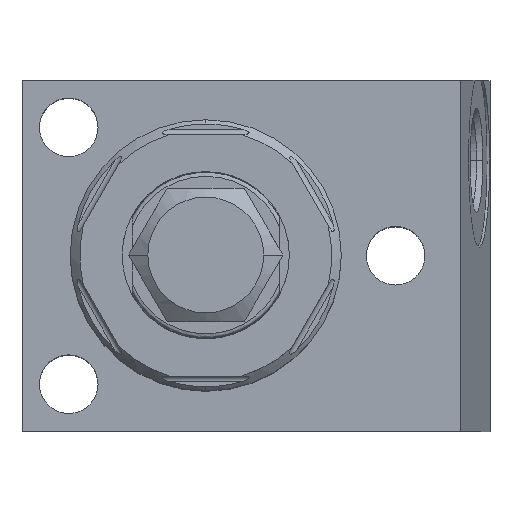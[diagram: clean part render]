
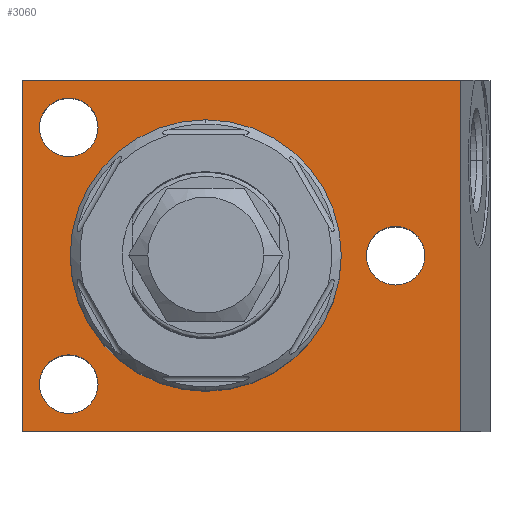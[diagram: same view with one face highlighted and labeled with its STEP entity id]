
A CAD part, top view. The second image highlights one B-rep face of the part: STEP entity #3060.
In plain terms, the highlighted planar face has unit normal (0, 0, 1).
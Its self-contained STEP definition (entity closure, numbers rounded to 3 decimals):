
#755=DIRECTION('',(0.,1.,0.));
#756=VECTOR('',#755,33.35);
#757=CARTESIAN_POINT('',(-17.45,-16.675,14.478));
#758=LINE('',#757,#756);
#759=CARTESIAN_POINT('',(0.,0.,14.478));
#760=DIRECTION('',(0.,0.,1.));
#761=DIRECTION('',(1.,0.,0.));
#762=AXIS2_PLACEMENT_3D('',#759,#760,#761);
#764=CARTESIAN_POINT('',(0.,0.,14.478));
#765=DIRECTION('',(0.,0.,1.));
#766=DIRECTION('',(-1.,0.,0.));
#767=AXIS2_PLACEMENT_3D('',#764,#765,#766);
#769=CARTESIAN_POINT('',(-13.005,-12.192,14.478));
#770=DIRECTION('',(0.,0.,-1.));
#771=DIRECTION('',(-1.,0.,0.));
#772=AXIS2_PLACEMENT_3D('',#769,#770,#771);
#774=CARTESIAN_POINT('',(-13.005,-12.192,14.478));
#775=DIRECTION('',(0.,0.,-1.));
#776=DIRECTION('',(1.,0.,0.));
#777=AXIS2_PLACEMENT_3D('',#774,#775,#776);
#779=CARTESIAN_POINT('',(-13.005,12.192,14.478));
#780=DIRECTION('',(0.,0.,-1.));
#781=DIRECTION('',(-1.,0.,0.));
#782=AXIS2_PLACEMENT_3D('',#779,#780,#781);
#784=CARTESIAN_POINT('',(-13.005,12.192,14.478));
#785=DIRECTION('',(0.,0.,-1.));
#786=DIRECTION('',(1.,0.,0.));
#787=AXIS2_PLACEMENT_3D('',#784,#785,#786);
#789=CARTESIAN_POINT('',(18.034,0.,14.478));
#790=DIRECTION('',(0.,0.,-1.));
#791=DIRECTION('',(-1.,0.,0.));
#792=AXIS2_PLACEMENT_3D('',#789,#790,#791);
#794=CARTESIAN_POINT('',(18.034,0.,14.478));
#795=DIRECTION('',(0.,0.,-1.));
#796=DIRECTION('',(1.,0.,0.));
#797=AXIS2_PLACEMENT_3D('',#794,#795,#796);
#807=DIRECTION('',(1.,0.,0.));
#808=VECTOR('',#807,41.643);
#809=CARTESIAN_POINT('',(-17.45,-16.675,14.478));
#810=LINE('',#809,#808);
#859=DIRECTION('',(0.,1.,0.));
#860=VECTOR('',#859,33.35);
#861=CARTESIAN_POINT('',(24.193,-16.675,14.478));
#862=LINE('',#861,#860);
#895=DIRECTION('',(1.,0.,0.));
#896=VECTOR('',#895,41.643);
#897=CARTESIAN_POINT('',(-17.45,16.675,14.478));
#898=LINE('',#897,#896);
#2103=CARTESIAN_POINT('',(-17.45,-16.675,14.478));
#2104=VERTEX_POINT('',#2103);
#2105=CARTESIAN_POINT('',(24.193,-16.675,14.478));
#2106=VERTEX_POINT('',#2105);
#2111=CARTESIAN_POINT('',(-17.45,16.675,14.478));
#2112=VERTEX_POINT('',#2111);
#2113=CARTESIAN_POINT('',(24.193,16.675,14.478));
#2114=VERTEX_POINT('',#2113);
#2115=CARTESIAN_POINT('',(12.878,0.,14.478));
#2116=CARTESIAN_POINT('',(-12.878,0.,14.478));
#2117=VERTEX_POINT('',#2115);
#2118=VERTEX_POINT('',#2116);
#2123=CARTESIAN_POINT('',(-15.787,-12.192,14.478));
#2124=CARTESIAN_POINT('',(-10.224,-12.192,14.478));
#2125=VERTEX_POINT('',#2123);
#2126=VERTEX_POINT('',#2124);
#2131=CARTESIAN_POINT('',(-15.786,12.192,14.478));
#2132=CARTESIAN_POINT('',(-10.223,12.192,14.478));
#2133=VERTEX_POINT('',#2131);
#2134=VERTEX_POINT('',#2132);
#2139=CARTESIAN_POINT('',(15.253,0.,14.478));
#2140=CARTESIAN_POINT('',(20.816,0.,14.478));
#2141=VERTEX_POINT('',#2139);
#2142=VERTEX_POINT('',#2140);
#3022=CARTESIAN_POINT('',(-17.45,-16.675,14.478));
#3023=DIRECTION('',(0.,0.,1.));
#3024=DIRECTION('',(1.,0.,0.));
#3025=AXIS2_PLACEMENT_3D('',#3022,#3023,#3024);
#3026=PLANE('',#3025);
#3028=ORIENTED_EDGE('',*,*,#3027,.F.);
#3030=ORIENTED_EDGE('',*,*,#3029,.T.);
#3032=ORIENTED_EDGE('',*,*,#3031,.T.);
#3034=ORIENTED_EDGE('',*,*,#3033,.F.);
#3035=EDGE_LOOP('',(#3028,#3030,#3032,#3034));
#3036=FACE_OUTER_BOUND('',#3035,.F.);
#3037=ORIENTED_EDGE('',*,*,#3010,.T.);
#3039=ORIENTED_EDGE('',*,*,#3038,.T.);
#3040=EDGE_LOOP('',(#3037,#3039));
#3041=FACE_BOUND('',#3040,.F.);
#3043=ORIENTED_EDGE('',*,*,#3042,.F.);
#3045=ORIENTED_EDGE('',*,*,#3044,.F.);
#3046=EDGE_LOOP('',(#3043,#3045));
#3047=FACE_BOUND('',#3046,.F.);
#3049=ORIENTED_EDGE('',*,*,#3048,.F.);
#3051=ORIENTED_EDGE('',*,*,#3050,.F.);
#3052=EDGE_LOOP('',(#3049,#3051));
#3053=FACE_BOUND('',#3052,.F.);
#3055=ORIENTED_EDGE('',*,*,#3054,.F.);
#3057=ORIENTED_EDGE('',*,*,#3056,.F.);
#3058=EDGE_LOOP('',(#3055,#3057));
#3059=FACE_BOUND('',#3058,.F.);
#3060=ADVANCED_FACE('',(#3036,#3041,#3047,#3053,#3059),#3026,.T.);
#763=CIRCLE('',#762,12.878);
#768=CIRCLE('',#767,12.878);
#773=CIRCLE('',#772,2.782);
#778=CIRCLE('',#777,2.782);
#783=CIRCLE('',#782,2.782);
#788=CIRCLE('',#787,2.782);
#793=CIRCLE('',#792,2.782);
#798=CIRCLE('',#797,2.782);
#3010=EDGE_CURVE('',#2117,#2118,#763,.T.);
#3027=EDGE_CURVE('',#2104,#2106,#810,.T.);
#3029=EDGE_CURVE('',#2104,#2112,#758,.T.);
#3031=EDGE_CURVE('',#2112,#2114,#898,.T.);
#3033=EDGE_CURVE('',#2106,#2114,#862,.T.);
#3038=EDGE_CURVE('',#2118,#2117,#768,.T.);
#3042=EDGE_CURVE('',#2125,#2126,#773,.T.);
#3044=EDGE_CURVE('',#2126,#2125,#778,.T.);
#3048=EDGE_CURVE('',#2133,#2134,#783,.T.);
#3050=EDGE_CURVE('',#2134,#2133,#788,.T.);
#3054=EDGE_CURVE('',#2141,#2142,#793,.T.);
#3056=EDGE_CURVE('',#2142,#2141,#798,.T.);
